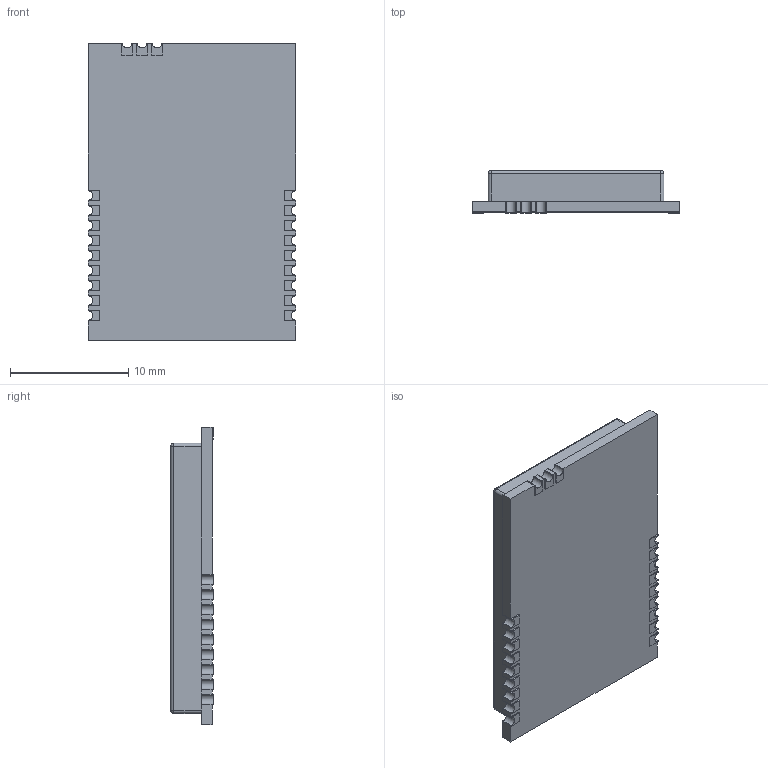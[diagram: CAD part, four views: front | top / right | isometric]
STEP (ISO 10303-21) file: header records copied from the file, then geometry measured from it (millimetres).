
FILE_DESCRIPTION(/* description */ (''),/* implementation_level */ '2;1');
FILE_NAME(/* name */ 'E19-868M20S.step',/* time_stamp */ '2021-09-09T15:43:19+02:00',/* author */ (''),/* organization */ (''),/* preprocessor_version */ 'ST-DEVELOPER v18.1',/* originating_system */ 'Autodesk Translation Framework v10.9.0.1377',/* authorisation */ '');
FILE_SCHEMA (('AUTOMOTIVE_DESIGN { 1 0 10303 214 3 1 1 }'));
Products named in the file (1): E19-868M20S
Bounding box: 17.6 x 3.6 x 25.2 mm (x, y, z)
Volume: 1281.3 mm3; surface area: 1163.5 mm2
Topology: 1 solids, 1 shells, 1400 faces, 3729 edges, 2482 vertices
Faces by surface type: bspline 883, plane 484, cylinder 29, sphere 4
Entity records: 45546 total; most frequent: CARTESIAN_POINT 19067, ORIENTED_EDGE 7458, EDGE_CURVE 3729, DIRECTION 3073, VERTEX_POINT 2482, LINE 1905, VECTOR 1905, EDGE_LOOP 1551
